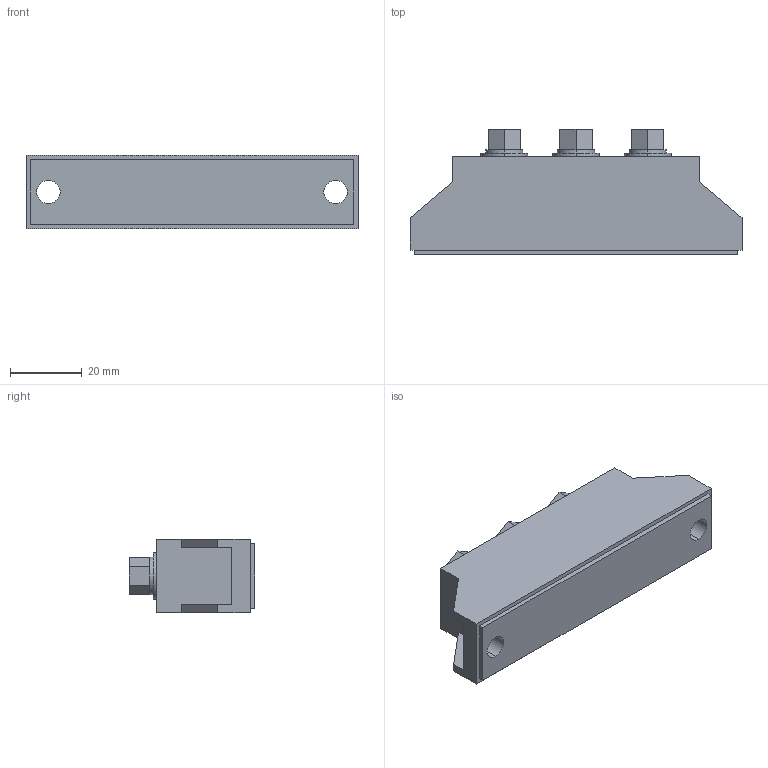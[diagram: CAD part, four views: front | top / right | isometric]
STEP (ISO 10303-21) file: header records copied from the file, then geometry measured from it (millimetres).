
FILE_DESCRIPTION (( 'STEP AP214' ), '1' );
FILE_NAME ('45MTC25-55.STEP', '2025-04-14T05:24:42', ( '' ), ( 'Microsoft' ), 'SwSTEP 2.0', 'SolidWorks 2014', '' );
FILE_SCHEMA (( 'AUTOMOTIVE_DESIGN' ));
Length unit declared in the file: millimetre
Products named in the file (1): 45MTC25-55
Bounding box: 92.5 x 35 x 20.5 mm (x, y, z)
Volume: 43605.8 mm3; surface area: 10624.1 mm2
Topology: 1 solids, 1 shells, 81 faces, 174 edges, 102 vertices
Faces by surface type: plane 65, cylinder 16
Entity records: 2178 total; most frequent: DIRECTION 382, CARTESIAN_POINT 358, ORIENTED_EDGE 348, EDGE_CURVE 174, VECTOR 130, LINE 130, AXIS2_PLACEMENT_3D 126, VERTEX_POINT 102
